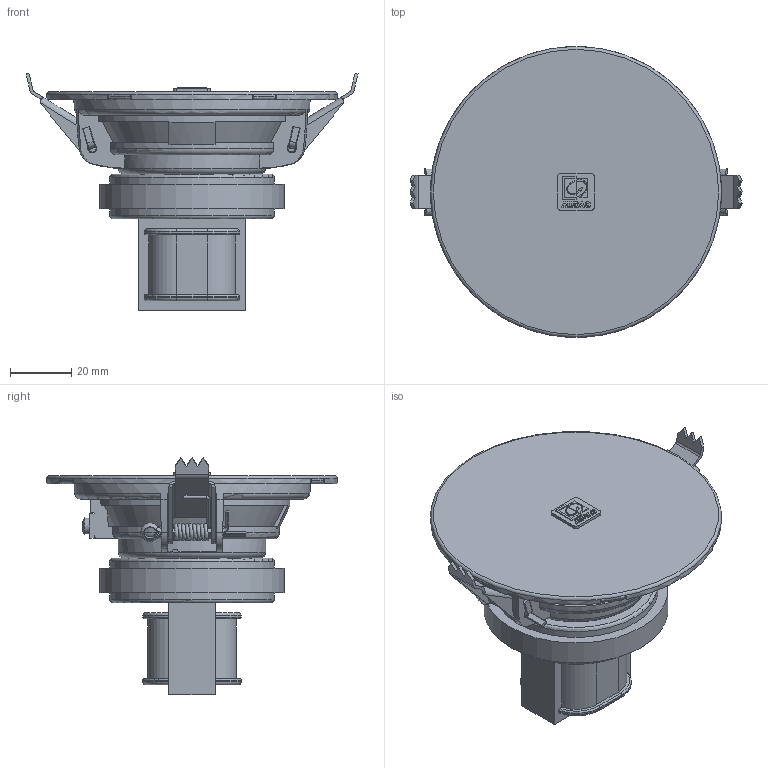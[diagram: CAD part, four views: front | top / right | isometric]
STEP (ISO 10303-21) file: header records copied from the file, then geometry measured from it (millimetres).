
FILE_DESCRIPTION(/* description */ (''),/* implementation_level */ '2;1');
FILE_NAME(/* name */ 'AUDAC-CENA3.stp',/* time_stamp */ '2021-02-25T14:23:19+01:00',/* author */ ('kamiel'),/* organization */ (''),/* preprocessor_version */ 'ST-DEVELOPER v18.1',/* originating_system */ 'Autodesk Inventor 2021',/* authorisation */ '');
FILE_SCHEMA (('AUTOMOTIVE_DESIGN { 1 0 10303 214 3 1 1 }'));
Length unit declared in the file: millimetre
Products named in the file (1): AUDAC-CENA3
Bounding box: 108.19 x 94.8 x 77.45 mm (x, y, z)
Volume: 153339.6 mm3; surface area: 37001.4 mm2
Topology: 4 solids, 7 shells, 627 faces, 1752 edges, 1143 vertices
Faces by surface type: plane 319, cylinder 107, torus 77, bspline 72, cone 51, sphere 1
Full cylindrical faces by diameter (mm): 1.2 x6, 2 x1, 2.9 x1, 3 x4, 3.4 x5, 53.5 x2, 60 x1, 93 x1, 93.6 x1, 94.8 x1
Entity records: 27103 total; most frequent: CARTESIAN_POINT 10584, ORIENTED_EDGE 3506, DIRECTION 3075, EDGE_CURVE 1753, VERTEX_POINT 1145, AXIS2_PLACEMENT_3D 1097, LINE 881, VECTOR 881
